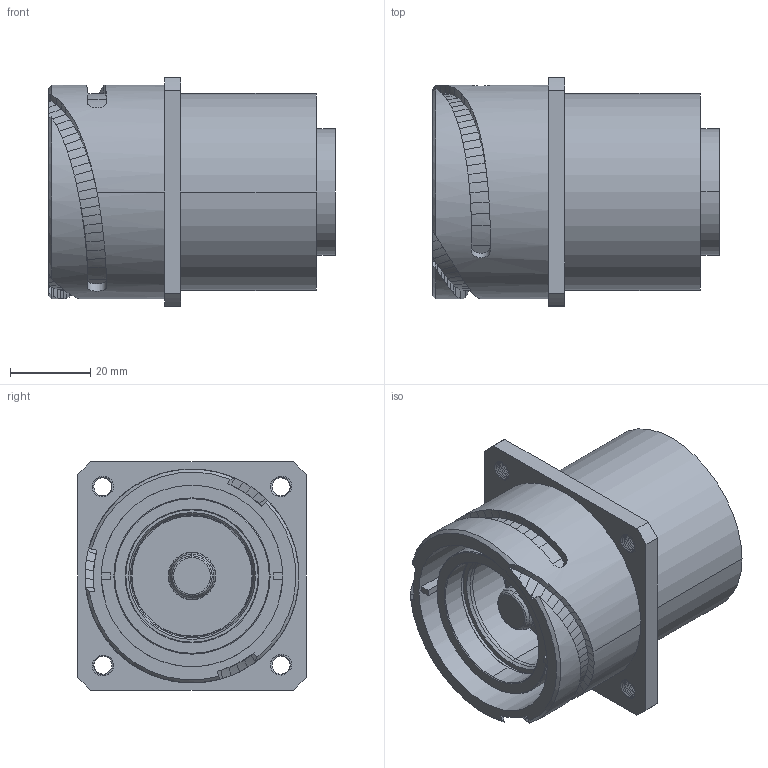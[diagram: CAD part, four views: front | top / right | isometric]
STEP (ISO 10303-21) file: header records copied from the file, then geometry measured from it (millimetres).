
FILE_DESCRIPTION((''),'2;1');
FILE_NAME('GCE3100E32M240P-B-T4_SW0001','2023-05-26T13:45:31',('paultorloting'),('NET AG system integration'),'CREO PARAMETRIC BY PTC INC, 2021404','CREO PARAMETRIC BY PTC INC, 2021404','');
FILE_SCHEMA(('AUTOMOTIVE_DESIGN { 1 0 10303 214 1 1 1 1 }'));
Length unit declared in the file: millimetre
Products named in the file (1): GCE3100E32M240P-B-T4_SW0001
Bounding box: 71.6 x 57 x 57 mm (x, y, z)
Volume: 111969.7 mm3; surface area: 28386.4 mm2
Topology: 1 solids, 1 shells, 449 faces, 1178 edges, 751 vertices
Faces by surface type: bspline 230, plane 158, cylinder 32, cone 17, torus 12
Entity records: 23765 total; most frequent: CARTESIAN_POINT 11778, ORIENTED_EDGE 2356, DIRECTION 1312, EDGE_CURVE 1178, VERTEX_POINT 751, VECTOR 645, LINE 645, EDGE_LOOP 477
